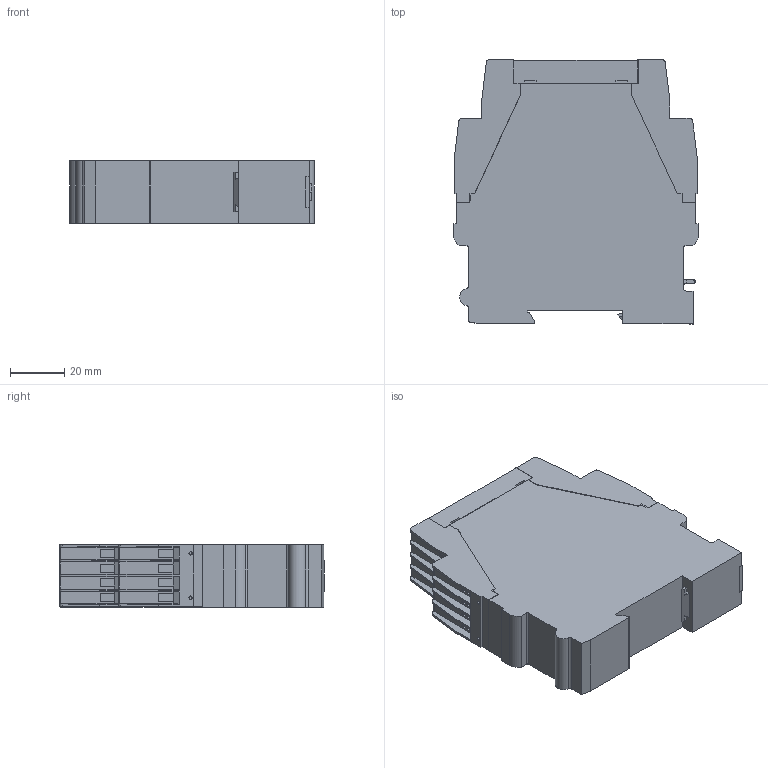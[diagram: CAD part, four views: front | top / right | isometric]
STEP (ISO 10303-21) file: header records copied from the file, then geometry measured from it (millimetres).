
FILE_DESCRIPTION (( 'STEP AP203' ), '1' );
FILE_NAME ('MK7873N-82-61-3S.step', '2020-09-15T18:24:20', ( '' ), ( '' ), 'SwSTEP 2.0', 'SolidWorks 2019', '' );
FILE_SCHEMA (( 'CONFIG_CONTROL_DESIGN' ));
Length unit declared in the file: inch
Products named in the file (1): MK7873N-82-61-3S
Bounding box: 89.85 x 97.05 x 23.05 mm (x, y, z)
Volume: 172934.8 mm3; surface area: 34736.8 mm2
Topology: 4 solids, 4 shells, 698 faces, 1947 edges, 1282 vertices
Faces by surface type: plane 556, cylinder 99, bspline 32, cone 11
Entity records: 23659 total; most frequent: CARTESIAN_POINT 6354, ORIENTED_EDGE 3894, DIRECTION 3224, EDGE_CURVE 1947, LINE 1460, VECTOR 1460, VERTEX_POINT 1282, AXIS2_PLACEMENT_3D 882
